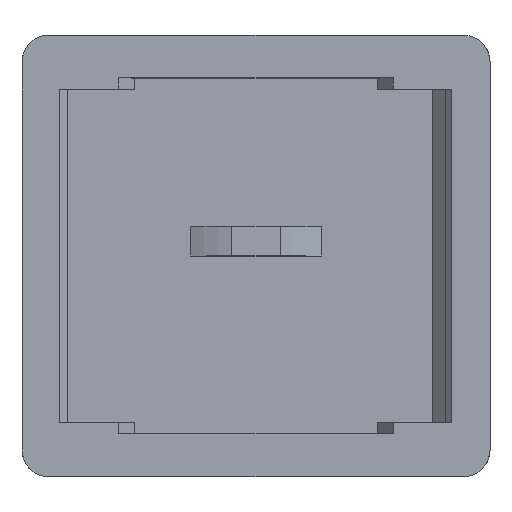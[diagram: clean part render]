
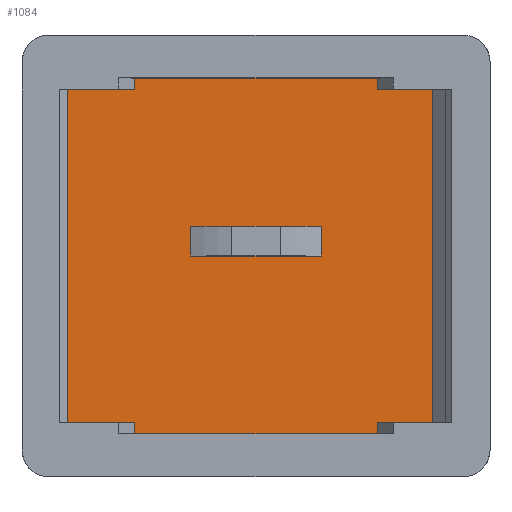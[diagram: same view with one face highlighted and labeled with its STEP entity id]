
A CAD part, top view. The second image highlights one B-rep face of the part: STEP entity #1084.
In plain terms, the highlighted planar face has unit normal (0, 0, 1).
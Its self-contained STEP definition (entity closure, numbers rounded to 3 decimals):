
#16=FACE_BOUND('',#423,.T.);
#77=LINE('',#1938,#206);
#93=LINE('',#1970,#222);
#98=LINE('',#1980,#227);
#102=LINE('',#1988,#231);
#104=LINE('',#1992,#233);
#107=LINE('',#1998,#236);
#108=LINE('',#1999,#237);
#109=LINE('',#2001,#238);
#110=LINE('',#2003,#239);
#111=LINE('',#2005,#240);
#112=LINE('',#2007,#241);
#113=LINE('',#2009,#242);
#114=LINE('',#2010,#243);
#115=LINE('',#2012,#244);
#116=LINE('',#2014,#245);
#117=LINE('',#2016,#246);
#118=LINE('',#2018,#247);
#119=LINE('',#2020,#248);
#120=LINE('',#2021,#249);
#121=LINE('',#2022,#250);
#122=LINE('',#2025,#251);
#123=LINE('',#2027,#252);
#124=LINE('',#2029,#253);
#125=LINE('',#2030,#254);
#206=VECTOR('',#1270,10.);
#222=VECTOR('',#1292,10.);
#227=VECTOR('',#1299,10.);
#231=VECTOR('',#1305,10.);
#233=VECTOR('',#1309,10.);
#236=VECTOR('',#1314,10.);
#237=VECTOR('',#1315,10.);
#238=VECTOR('',#1316,10.);
#239=VECTOR('',#1317,10.);
#240=VECTOR('',#1318,10.);
#241=VECTOR('',#1319,10.);
#242=VECTOR('',#1320,10.);
#243=VECTOR('',#1321,10.);
#244=VECTOR('',#1322,10.);
#245=VECTOR('',#1323,10.);
#246=VECTOR('',#1324,10.);
#247=VECTOR('',#1325,10.);
#248=VECTOR('',#1326,10.);
#249=VECTOR('',#1327,10.);
#250=VECTOR('',#1328,10.);
#251=VECTOR('',#1329,10.);
#252=VECTOR('',#1330,10.);
#253=VECTOR('',#1331,10.);
#254=VECTOR('',#1332,10.);
#305=PLANE('',#1152);
#362=FACE_OUTER_BOUND('',#422,.T.);
#422=EDGE_LOOP('',(#893,#894,#895,#896,#897,#898,#899,#900,#901,#902,#903,
#904,#905,#906,#907,#908,#909,#910,#911,#912));
#423=EDGE_LOOP('',(#913,#914,#915,#916));
#521=VERTEX_POINT('',#1935);
#522=VERTEX_POINT('',#1937);
#534=VERTEX_POINT('',#1967);
#535=VERTEX_POINT('',#1969);
#538=VERTEX_POINT('',#1977);
#539=VERTEX_POINT('',#1979);
#541=VERTEX_POINT('',#1985);
#542=VERTEX_POINT('',#1987);
#543=VERTEX_POINT('',#1991);
#545=VERTEX_POINT('',#1997);
#546=VERTEX_POINT('',#2000);
#547=VERTEX_POINT('',#2002);
#548=VERTEX_POINT('',#2004);
#549=VERTEX_POINT('',#2006);
#550=VERTEX_POINT('',#2008);
#551=VERTEX_POINT('',#2011);
#552=VERTEX_POINT('',#2013);
#553=VERTEX_POINT('',#2015);
#554=VERTEX_POINT('',#2017);
#555=VERTEX_POINT('',#2019);
#556=VERTEX_POINT('',#2023);
#557=VERTEX_POINT('',#2024);
#558=VERTEX_POINT('',#2026);
#559=VERTEX_POINT('',#2028);
#645=EDGE_CURVE('',#522,#521,#77,.T.);
#661=EDGE_CURVE('',#535,#534,#93,.T.);
#666=EDGE_CURVE('',#539,#538,#98,.T.);
#670=EDGE_CURVE('',#541,#542,#102,.T.);
#672=EDGE_CURVE('',#543,#542,#104,.T.);
#675=EDGE_CURVE('',#545,#541,#107,.T.);
#676=EDGE_CURVE('',#545,#535,#108,.T.);
#677=EDGE_CURVE('',#534,#546,#109,.T.);
#678=EDGE_CURVE('',#547,#546,#110,.T.);
#679=EDGE_CURVE('',#547,#548,#111,.T.);
#680=EDGE_CURVE('',#548,#549,#112,.T.);
#681=EDGE_CURVE('',#549,#550,#113,.T.);
#682=EDGE_CURVE('',#550,#522,#114,.T.);
#683=EDGE_CURVE('',#551,#521,#115,.T.);
#684=EDGE_CURVE('',#551,#552,#116,.T.);
#685=EDGE_CURVE('',#552,#553,#117,.T.);
#686=EDGE_CURVE('',#553,#554,#118,.T.);
#687=EDGE_CURVE('',#554,#555,#119,.T.);
#688=EDGE_CURVE('',#555,#539,#120,.T.);
#689=EDGE_CURVE('',#538,#543,#121,.T.);
#690=EDGE_CURVE('',#556,#557,#122,.T.);
#691=EDGE_CURVE('',#557,#558,#123,.T.);
#692=EDGE_CURVE('',#558,#559,#124,.T.);
#693=EDGE_CURVE('',#559,#556,#125,.T.);
#893=ORIENTED_EDGE('',*,*,#670,.F.);
#894=ORIENTED_EDGE('',*,*,#675,.F.);
#895=ORIENTED_EDGE('',*,*,#676,.T.);
#896=ORIENTED_EDGE('',*,*,#661,.T.);
#897=ORIENTED_EDGE('',*,*,#677,.T.);
#898=ORIENTED_EDGE('',*,*,#678,.F.);
#899=ORIENTED_EDGE('',*,*,#679,.T.);
#900=ORIENTED_EDGE('',*,*,#680,.T.);
#901=ORIENTED_EDGE('',*,*,#681,.T.);
#902=ORIENTED_EDGE('',*,*,#682,.T.);
#903=ORIENTED_EDGE('',*,*,#645,.T.);
#904=ORIENTED_EDGE('',*,*,#683,.F.);
#905=ORIENTED_EDGE('',*,*,#684,.T.);
#906=ORIENTED_EDGE('',*,*,#685,.T.);
#907=ORIENTED_EDGE('',*,*,#686,.T.);
#908=ORIENTED_EDGE('',*,*,#687,.T.);
#909=ORIENTED_EDGE('',*,*,#688,.T.);
#910=ORIENTED_EDGE('',*,*,#666,.T.);
#911=ORIENTED_EDGE('',*,*,#689,.T.);
#912=ORIENTED_EDGE('',*,*,#672,.T.);
#913=ORIENTED_EDGE('',*,*,#690,.T.);
#914=ORIENTED_EDGE('',*,*,#691,.T.);
#915=ORIENTED_EDGE('',*,*,#692,.T.);
#916=ORIENTED_EDGE('',*,*,#693,.T.);
#1084=ADVANCED_FACE('',(#362,#16),#305,.T.);
#1152=AXIS2_PLACEMENT_3D('',#1996,#1312,#1313);
#1270=DIRECTION('',(0.,-1.,0.));
#1292=DIRECTION('',(-1.,0.,0.));
#1299=DIRECTION('',(1.,0.,0.));
#1305=DIRECTION('',(0.,-1.,0.));
#1309=DIRECTION('',(1.,0.,0.));
#1312=DIRECTION('center_axis',(0.,0.,1.));
#1313=DIRECTION('ref_axis',(1.,0.,0.));
#1314=DIRECTION('',(1.,0.,0.));
#1315=DIRECTION('',(0.,-1.,0.));
#1316=DIRECTION('',(0.,1.,0.));
#1317=DIRECTION('',(1.,0.,0.));
#1318=DIRECTION('',(0.,-1.,0.));
#1319=DIRECTION('',(-1.,0.,0.));
#1320=DIRECTION('',(0.,1.,0.));
#1321=DIRECTION('',(-1.,0.,0.));
#1322=DIRECTION('',(-1.,0.,0.));
#1323=DIRECTION('',(0.,1.,0.));
#1324=DIRECTION('',(1.,0.,0.));
#1325=DIRECTION('',(0.,-1.,0.));
#1326=DIRECTION('',(1.,0.,0.));
#1327=DIRECTION('',(0.,1.,0.));
#1328=DIRECTION('',(0.,-1.,0.));
#1329=DIRECTION('',(0.,-1.,0.));
#1330=DIRECTION('',(-1.,0.,0.));
#1331=DIRECTION('',(0.,1.,0.));
#1332=DIRECTION('',(1.,0.,0.));
#1935=CARTESIAN_POINT('',(4.194,13.825,0.386));
#1937=CARTESIAN_POINT('',(4.194,27.135,0.386));
#1938=CARTESIAN_POINT('',(4.194,17.309,0.386));
#1967=CARTESIAN_POINT('',(15.78,26.722,0.386));
#1969=CARTESIAN_POINT('',(16.38,26.722,0.386));
#1970=CARTESIAN_POINT('',(13.613,26.722,0.386));
#1977=CARTESIAN_POINT('',(16.38,14.238,0.386));
#1979=CARTESIAN_POINT('',(15.78,14.238,0.386));
#1980=CARTESIAN_POINT('',(13.813,14.238,0.386));
#1985=CARTESIAN_POINT('',(17.846,27.135,0.386));
#1987=CARTESIAN_POINT('',(17.846,13.825,0.386));
#1988=CARTESIAN_POINT('',(17.846,23.651,0.386));
#1991=CARTESIAN_POINT('',(16.38,13.825,0.386));
#1992=CARTESIAN_POINT('',(18.196,13.825,0.386));
#1996=CARTESIAN_POINT('Origin',(11.245,20.48,0.386));
#1997=CARTESIAN_POINT('',(16.38,27.135,0.386));
#1998=CARTESIAN_POINT('',(18.196,27.135,0.386));
#1999=CARTESIAN_POINT('',(16.38,23.651,0.386));
#2000=CARTESIAN_POINT('',(15.78,27.135,0.386));
#2001=CARTESIAN_POINT('',(15.78,23.808,0.386));
#2002=CARTESIAN_POINT('',(6.71,27.135,0.386));
#2003=CARTESIAN_POINT('',(15.78,27.135,0.386));
#2004=CARTESIAN_POINT('',(6.71,26.722,0.386));
#2005=CARTESIAN_POINT('',(6.71,23.651,0.386));
#2006=CARTESIAN_POINT('',(6.11,26.722,0.386));
#2007=CARTESIAN_POINT('',(7.76,26.722,0.386));
#2008=CARTESIAN_POINT('',(6.11,27.135,0.386));
#2009=CARTESIAN_POINT('',(6.11,27.135,0.386));
#2010=CARTESIAN_POINT('',(4.294,27.135,0.386));
#2011=CARTESIAN_POINT('',(6.11,13.825,0.386));
#2012=CARTESIAN_POINT('',(4.294,13.825,0.386));
#2013=CARTESIAN_POINT('',(6.11,14.238,0.386));
#2014=CARTESIAN_POINT('',(6.11,17.309,0.386));
#2015=CARTESIAN_POINT('',(6.71,14.238,0.386));
#2016=CARTESIAN_POINT('',(8.878,14.238,0.386));
#2017=CARTESIAN_POINT('',(6.71,13.825,0.386));
#2018=CARTESIAN_POINT('',(6.71,17.153,0.386));
#2019=CARTESIAN_POINT('',(15.78,13.825,0.386));
#2020=CARTESIAN_POINT('',(13.913,13.825,0.386));
#2021=CARTESIAN_POINT('',(15.78,17.309,0.386));
#2022=CARTESIAN_POINT('',(16.38,17.153,0.386));
#2023=CARTESIAN_POINT('',(13.691,21.587,0.386));
#2024=CARTESIAN_POINT('',(13.691,20.48,0.386));
#2025=CARTESIAN_POINT('',(13.691,20.48,0.386));
#2026=CARTESIAN_POINT('',(8.799,20.48,0.386));
#2027=CARTESIAN_POINT('',(10.022,20.48,0.386));
#2028=CARTESIAN_POINT('',(8.799,21.587,0.386));
#2029=CARTESIAN_POINT('',(8.799,21.034,0.386));
#2030=CARTESIAN_POINT('',(12.468,21.587,0.386));
